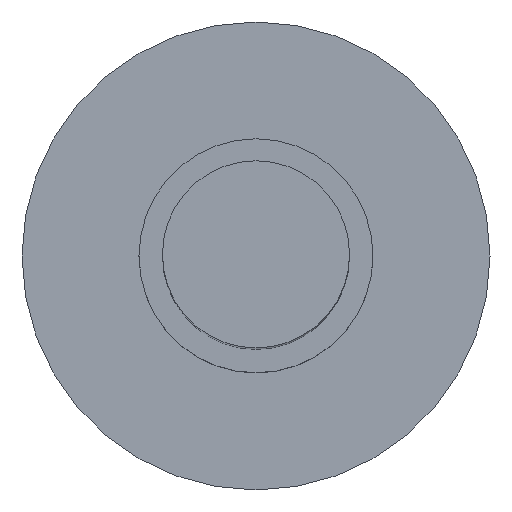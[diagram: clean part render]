
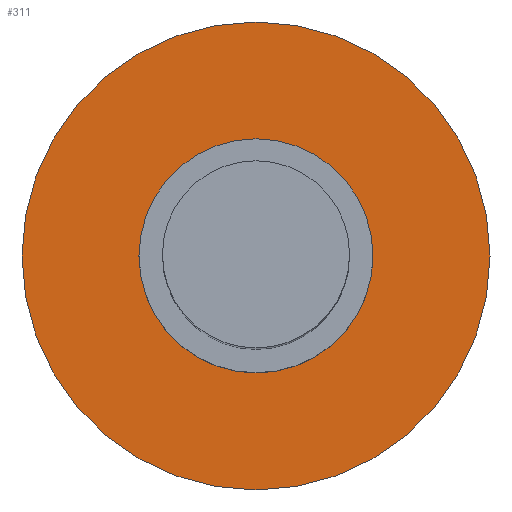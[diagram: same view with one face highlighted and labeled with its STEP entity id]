
A CAD part, top view. The second image highlights one B-rep face of the part: STEP entity #311.
In plain terms, the highlighted planar face has unit normal (0, 0, 1).
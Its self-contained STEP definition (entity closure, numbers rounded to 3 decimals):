
#2=CARTESIAN_POINT('',(0.,0.,0.));
#3=DIRECTION('',(0.,0.,1.));
#4=DIRECTION('',(0.,-1.,0.));
#5=AXIS2_PLACEMENT_3D('',#2,#3,#4);
#85=CARTESIAN_POINT('',(0.,0.,0.));
#86=DIRECTION('',(0.,0.,-1.));
#87=DIRECTION('',(0.,-1.,0.));
#88=AXIS2_PLACEMENT_3D('',#85,#86,#87);
#94=CARTESIAN_POINT('',(0.,0.,0.));
#95=DIRECTION('',(0.,0.,1.));
#96=DIRECTION('',(0.,-1.,0.));
#97=AXIS2_PLACEMENT_3D('',#94,#95,#96);
#99=CARTESIAN_POINT('',(0.,0.,0.));
#100=DIRECTION('',(0.,0.,-1.));
#101=DIRECTION('',(0.,-1.,0.));
#102=AXIS2_PLACEMENT_3D('',#99,#100,#101);
#155=CARTESIAN_POINT('',(0.,-0.5,0.));
#157=VERTEX_POINT('',#155);
#163=CARTESIAN_POINT('',(0.,0.5,0.));
#165=VERTEX_POINT('',#163);
#166=CARTESIAN_POINT('',(0.,-1.,0.));
#167=CARTESIAN_POINT('',(0.,1.,0.));
#168=VERTEX_POINT('',#166);
#169=VERTEX_POINT('',#167);
#296=CARTESIAN_POINT('',(0.,0.,0.));
#297=DIRECTION('',(0.,0.,1.));
#298=DIRECTION('',(0.,1.,0.));
#299=AXIS2_PLACEMENT_3D('',#296,#297,#298);
#300=PLANE('',#299);
#301=ORIENTED_EDGE('',*,*,#286,.T.);
#302=ORIENTED_EDGE('',*,*,#197,.F.);
#303=EDGE_LOOP('',(#301,#302));
#304=FACE_OUTER_BOUND('',#303,.F.);
#306=ORIENTED_EDGE('',*,*,#305,.T.);
#308=ORIENTED_EDGE('',*,*,#307,.F.);
#309=EDGE_LOOP('',(#306,#308));
#310=FACE_BOUND('',#309,.F.);
#311=ADVANCED_FACE('',(#304,#310),#300,.T.);
#6=CIRCLE('',#5,1.);
#89=CIRCLE('',#88,1.);
#98=CIRCLE('',#97,0.5);
#103=CIRCLE('',#102,0.5);
#197=EDGE_CURVE('',#168,#169,#6,.T.);
#286=EDGE_CURVE('',#168,#169,#89,.T.);
#305=EDGE_CURVE('',#157,#165,#98,.T.);
#307=EDGE_CURVE('',#157,#165,#103,.T.);
